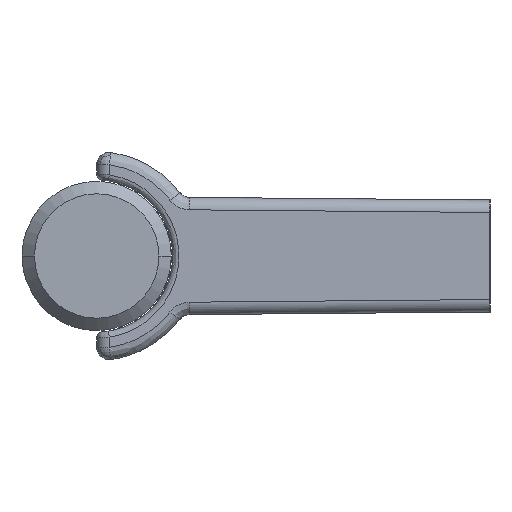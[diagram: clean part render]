
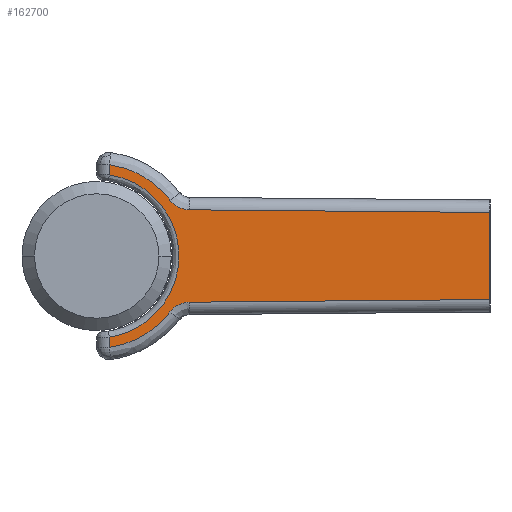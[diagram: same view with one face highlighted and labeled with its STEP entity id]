
A CAD part, left-side view. The second image highlights one B-rep face of the part: STEP entity #162700.
In plain terms, the highlighted planar face has unit normal (-1, -0.009, 0).
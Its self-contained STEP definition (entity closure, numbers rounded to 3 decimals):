
#159120=CARTESIAN_POINT('',(0.274,-23.,-3.5));
#159130=VERTEX_POINT('',#159120);
#159180=CARTESIAN_POINT('',(0.274,-23.,0.));
#159190=DIRECTION('',(0.,0.,1.));
#159200=VECTOR('',#159190,1.);
#159210=LINE('',#159180,#159200);
#159220=CARTESIAN_POINT('',(0.274,-23.,3.5));
#159230=VERTEX_POINT('',#159220);
#159240=EDGE_CURVE('',#159130,#159230,#159210,.T.);
#161510=CARTESIAN_POINT('',(0.,8.4,0.));
#161520=DIRECTION('',(1.,0.009,0.));
#161530=DIRECTION('',(0.009,-1.,0.));
#161540=AXIS2_PLACEMENT_3D('',#161510,#161520,#161530);
#161550=PLANE('',#161540);
#161560=CARTESIAN_POINT('',(0.007,7.591,0.));
#161570=DIRECTION('',(0.,0.,1.));
#161580=VECTOR('',#161570,1.);
#161590=LINE('',#161560,#161580);
#161600=CARTESIAN_POINT('',(0.007,7.591,
6.523));
#161610=VERTEX_POINT('',#161600);
#161620=CARTESIAN_POINT('',(0.007,7.591,
7.332));
#161630=VERTEX_POINT('',#161620);
#161640=EDGE_CURVE('',#161610,#161630,#161590,.T.);
#161650=ORIENTED_EDGE('',*,*,#161640,.F.);
#161660=CARTESIAN_POINT('',(0.007,7.591,
7.332));
#161670=CARTESIAN_POINT('',(0.014,6.805,
7.225));
#161680=CARTESIAN_POINT('',(0.021,6.037,
6.991));
#161690=CARTESIAN_POINT('',(0.035,4.336,
6.153));
#161700=CARTESIAN_POINT('',(0.043,3.474,
5.456));
#161710=CARTESIAN_POINT('',(0.049,2.767,
4.565));
#161720=CARTESIAN_POINT('',(0.049,2.74,
4.531));
#161730=CARTESIAN_POINT('',(0.05,2.713,
4.496));
#161740=B_SPLINE_CURVE_WITH_KNOTS('',3,(#161660,#161670,#161680,#161690,
#161700,#161710,#161720,#161730),.UNSPECIFIED.,.F.,.F.,(4,2,2,4),(
5.273,7.821,11.315,11.456),
.UNSPECIFIED.);
#161750=CARTESIAN_POINT('',(0.05,2.713,
4.496));
#161760=VERTEX_POINT('',#161750);
#161770=EDGE_CURVE('',#161630,#161760,#161740,.T.);
#161780=ORIENTED_EDGE('',*,*,#161770,.F.);
#161790=CARTESIAN_POINT('',(0.063,1.142,
3.711));
#161800=CARTESIAN_POINT('',(0.063,1.205,
3.711));
#161810=CARTESIAN_POINT('',(0.062,1.268,
3.715));
#161820=CARTESIAN_POINT('',(0.06,1.572,
3.746));
#161830=CARTESIAN_POINT('',(0.058,1.807,
3.815));
#161840=CARTESIAN_POINT('',(0.056,2.026,
3.925));
#161850=CARTESIAN_POINT('',(0.054,2.231,
4.028));
#161860=CARTESIAN_POINT('',(0.052,2.416,
4.166));
#161870=CARTESIAN_POINT('',(0.05,2.624,
4.385));
#161880=CARTESIAN_POINT('',(0.05,2.67,
4.439));
#161890=CARTESIAN_POINT('',(0.05,2.713,
4.496));
#161900=B_SPLINE_CURVE_WITH_KNOTS('',3,(#161790,#161800,#161810,#161820,
#161830,#161840,#161850,#161860,#161870,#161880,#161890),.UNSPECIFIED.,
.F.,.F.,(4,2,3,2,4),(0.,0.142,0.69,
1.205,1.366),.UNSPECIFIED.);
#161910=CARTESIAN_POINT('',(0.063,1.142,
3.711));
#161920=VERTEX_POINT('',#161910);
#161930=EDGE_CURVE('',#161920,#161760,#161900,.T.);
#161940=ORIENTED_EDGE('',*,*,#161930,.T.);
#161950=CARTESIAN_POINT('',(0.073,-0.009,
3.701));
#161960=DIRECTION('',(-0.009,1.,
0.009));
#161970=VECTOR('',#161960,1.);
#161980=LINE('',#161950,#161970);
#161990=EDGE_CURVE('',#159230,#161920,#161980,.T.);
#162000=ORIENTED_EDGE('',*,*,#161990,.T.);
#162010=ORIENTED_EDGE('',*,*,#159240,.T.);
#162020=CARTESIAN_POINT('',(0.073,-0.009,
-3.701));
#162030=DIRECTION('',(-0.009,1.,
-0.009));
#162040=VECTOR('',#162030,1.);
#162050=LINE('',#162020,#162040);
#162060=CARTESIAN_POINT('',(0.063,1.142,
-3.711));
#162070=VERTEX_POINT('',#162060);
#162080=EDGE_CURVE('',#159130,#162070,#162050,.T.);
#162090=ORIENTED_EDGE('',*,*,#162080,.F.);
#162100=CARTESIAN_POINT('',(0.05,2.713,
-4.496));
#162110=CARTESIAN_POINT('',(0.05,2.67,
-4.439));
#162120=CARTESIAN_POINT('',(0.05,2.624,
-4.385));
#162130=CARTESIAN_POINT('',(0.052,2.416,
-4.166));
#162140=CARTESIAN_POINT('',(0.054,2.231,
-4.028));
#162150=CARTESIAN_POINT('',(0.056,2.026,
-3.925));
#162160=CARTESIAN_POINT('',(0.058,1.807,
-3.815));
#162170=CARTESIAN_POINT('',(0.06,1.572,
-3.746));
#162180=CARTESIAN_POINT('',(0.062,1.268,
-3.715));
#162190=CARTESIAN_POINT('',(0.063,1.205,
-3.711));
#162200=CARTESIAN_POINT('',(0.063,1.142,
-3.711));
#162210=B_SPLINE_CURVE_WITH_KNOTS('',3,(#162100,#162110,#162120,#162130,
#162140,#162150,#162160,#162170,#162180,#162190,#162200),.UNSPECIFIED.,
.F.,.F.,(4,2,3,2,4),(0.,0.16,0.676,
1.224,1.366),.UNSPECIFIED.);
#162220=CARTESIAN_POINT('',(0.05,2.713,
-4.496));
#162230=VERTEX_POINT('',#162220);
#162240=EDGE_CURVE('',#162230,#162070,#162210,.T.);
#162250=ORIENTED_EDGE('',*,*,#162240,.T.);
#162260=CARTESIAN_POINT('',(0.05,2.713,
-4.496));
#162270=CARTESIAN_POINT('',(0.049,2.74,
-4.531));
#162280=CARTESIAN_POINT('',(0.049,2.767,
-4.565));
#162290=CARTESIAN_POINT('',(0.043,3.474,
-5.456));
#162300=CARTESIAN_POINT('',(0.035,4.336,
-6.153));
#162310=CARTESIAN_POINT('',(0.021,6.037,
-6.991));
#162320=CARTESIAN_POINT('',(0.014,6.805,
-7.225));
#162330=CARTESIAN_POINT('',(0.007,7.591,
-7.332));
#162340=B_SPLINE_CURVE_WITH_KNOTS('',3,(#162260,#162270,#162280,#162290,
#162300,#162310,#162320,#162330),.UNSPECIFIED.,.F.,.F.,(4,2,2,4),(0.,
0.141,3.635,6.183),.UNSPECIFIED.);
#162350=CARTESIAN_POINT('',(0.007,7.591,
-7.332));
#162360=VERTEX_POINT('',#162350);
#162370=EDGE_CURVE('',#162230,#162360,#162340,.T.);
#162380=ORIENTED_EDGE('',*,*,#162370,.F.);
#162390=CARTESIAN_POINT('',(0.007,7.591,0.));
#162400=DIRECTION('',(0.,0.,-1.));
#162410=VECTOR('',#162400,1.);
#162420=LINE('',#162390,#162410);
#162430=CARTESIAN_POINT('',(0.007,7.591,
-6.523));
#162440=VERTEX_POINT('',#162430);
#162450=EDGE_CURVE('',#162440,#162360,#162420,.T.);
#162460=ORIENTED_EDGE('',*,*,#162450,.T.);
#162470=CARTESIAN_POINT('',(0.007,7.591,
6.523));
#162480=CARTESIAN_POINT('',(0.007,7.567,
6.519));
#162490=CARTESIAN_POINT('',(0.007,7.543,
6.516));
#162500=CARTESIAN_POINT('',(0.016,6.612,
6.362));
#162510=CARTESIAN_POINT('',(0.023,5.745,
6.024));
#162520=CARTESIAN_POINT('',(0.038,4.059,
4.917));
#162530=CARTESIAN_POINT('',(0.044,3.308,
4.098));
#162540=CARTESIAN_POINT('',(0.054,2.268,
2.172));
#162550=CARTESIAN_POINT('',(0.056,1.996,
1.094));
#162560=CARTESIAN_POINT('',(0.056,1.996,
-1.094));
#162570=CARTESIAN_POINT('',(0.054,2.268,
-2.172));
#162580=CARTESIAN_POINT('',(0.044,3.308,
-4.098));
#162590=CARTESIAN_POINT('',(0.038,4.059,
-4.917));
#162600=CARTESIAN_POINT('',(0.023,5.745,
-6.024));
#162610=CARTESIAN_POINT('',(0.016,6.612,
-6.362));
#162620=CARTESIAN_POINT('',(0.007,7.543,
-6.516));
#162630=CARTESIAN_POINT('',(0.007,7.567,
-6.519));
#162640=CARTESIAN_POINT('',(0.007,7.591,
-6.523));
#162650=B_SPLINE_CURVE_WITH_KNOTS('',3,(#162470,#162480,#162490,#162500,
#162510,#162520,#162530,#162540,#162550,#162560,#162570,#162580,#162590,
#162600,#162610,#162620,#162630,#162640),.UNSPECIFIED.,.F.,.F.,(4,2,2,2,
2,2,2,2,4),(0.,0.071,2.72,5.863,
9.006,12.149,15.292,17.941,
18.012),.UNSPECIFIED.);
#162660=EDGE_CURVE('',#161610,#162440,#162650,.T.);
#162670=ORIENTED_EDGE('',*,*,#162660,.T.);
#162680=EDGE_LOOP('',(#162670,#162460,#162380,#162250,#162090,#162010,
#162000,#161940,#161780,#161650));
#162690=FACE_OUTER_BOUND('',#162680,.T.);
#162700=ADVANCED_FACE('',(#162690),#161550,.F.);
